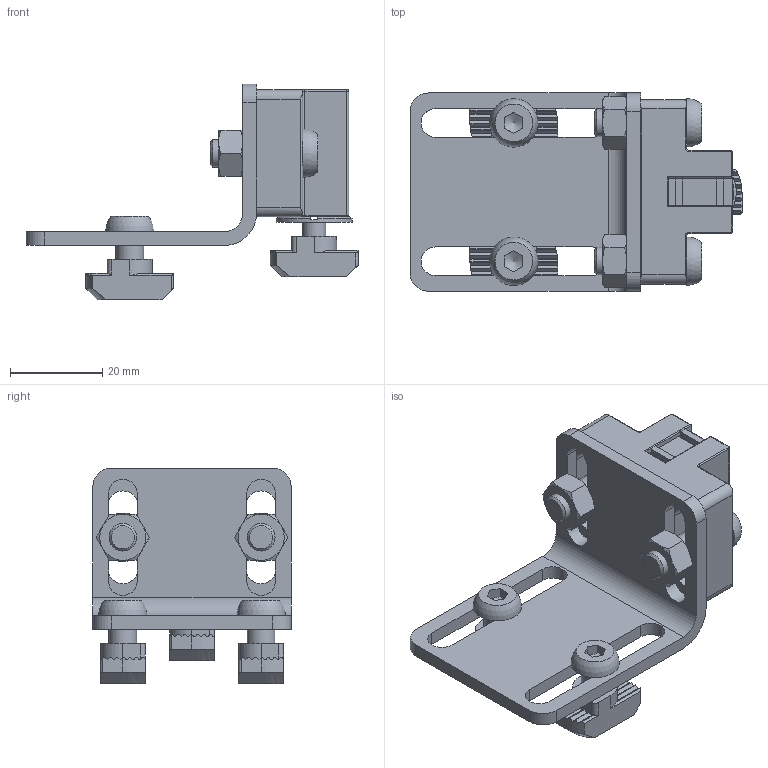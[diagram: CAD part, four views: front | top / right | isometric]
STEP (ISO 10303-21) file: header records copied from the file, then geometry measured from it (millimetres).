
FILE_DESCRIPTION(('STEP AP203'),'1');
FILE_NAME('SAFE10B1289.stp','2023-10-20T07:01:55',(' '),(' '),'Spatial InterOp 3D',' ',' ');
FILE_SCHEMA(('CONFIG_CONTROL_DESIGN'));
Length unit declared in the file: millimetre
Products named in the file (12): Aimant PA sur support; Ecrou tête rectangulaire 10 M5; Ecrou hexagonal M6; Vis BHC - M6x20; Aimant 8 PA; Aimant a visser; Magnet; Aimant; Kit de fixation - EcrouForceVsLigne; Vis BHC - M6x14; Ecrou tête rectangulaire 10 M6; Support aimant 8 PA
Assembly tree (14 placements, depth 3):
  Aimant PA sur support
    Ecrou tête rectangulaire 10 M5
    Ecrou hexagonal M6  x2
    Vis BHC - M6x20  x2
    Aimant 8 PA
      Aimant a visser
      Magnet
      Aimant
    Kit de fixation - EcrouForceVsLigne  x2
      Vis BHC - M6x14
      Ecrou tête rectangulaire 10 M6
    Support aimant 8 PA
Bounding box: 72 x 43 x 46.8 mm (x, y, z)
Volume: 23701.6 mm3; surface area: 20388.5 mm2
Topology: 13 solids, 13 shells, 457 faces, 1233 edges, 804 vertices
Faces by surface type: plane 318, cylinder 87, cone 34, torus 8, bspline 6, sphere 4
Full cylindrical faces by diameter (mm): 4.2 x1, 5 x5, 6 x8, 16.5 x1
Entity records: 12914 total; most frequent: CARTESIAN_POINT 2304, DIRECTION 1776, ORIENTED_EDGE 1766, EDGE_CURVE 883, AXIS2_PLACEMENT_3D 617, VERTEX_POINT 587, LINE 542, VECTOR 542
